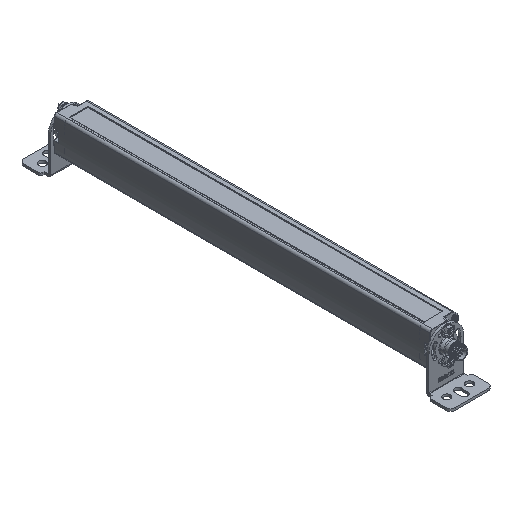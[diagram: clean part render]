
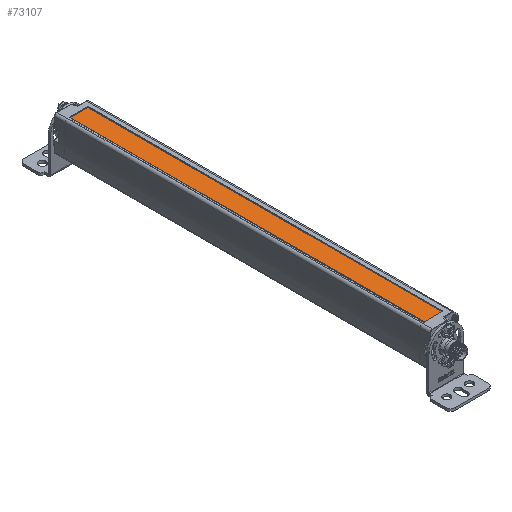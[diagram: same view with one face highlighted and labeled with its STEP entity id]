
A CAD part, isometric view. The second image highlights one B-rep face of the part: STEP entity #73107.
In plain terms, the highlighted planar face has unit normal (0, 0, 1).
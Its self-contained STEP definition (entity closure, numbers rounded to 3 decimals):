
#28980=DIRECTION('',(0.,1.,0.));
#28981=VECTOR('',#28980,346.);
#28982=CARTESIAN_POINT('',(9.716,-173.,33.824));
#28983=LINE('',#28982,#28981);
#28984=DIRECTION('',(1.,0.,0.));
#28985=VECTOR('',#28984,19.431);
#28986=CARTESIAN_POINT('',(-9.716,173.,33.824));
#28987=LINE('',#28986,#28985);
#28988=DIRECTION('',(1.,0.,0.));
#28989=VECTOR('',#28988,19.431);
#28990=CARTESIAN_POINT('',(-9.716,-173.,33.824));
#28991=LINE('',#28990,#28989);
#28992=DIRECTION('',(0.,1.,0.));
#28993=VECTOR('',#28992,346.);
#28994=CARTESIAN_POINT('',(-9.716,-173.,33.824));
#28995=LINE('',#28994,#28993);
#43387=CARTESIAN_POINT('',(-9.716,-173.,33.824));
#43388=CARTESIAN_POINT('',(9.716,-173.,33.824));
#43389=VERTEX_POINT('',#43387);
#43390=VERTEX_POINT('',#43388);
#45445=CARTESIAN_POINT('',(-9.716,173.,33.824));
#45446=CARTESIAN_POINT('',(9.716,173.,33.824));
#45447=VERTEX_POINT('',#45445);
#45448=VERTEX_POINT('',#45446);
#73095=CARTESIAN_POINT('',(-9.716,-173.,33.824));
#73096=DIRECTION('',(0.,0.,1.));
#73097=DIRECTION('',(1.,0.,0.));
#73098=AXIS2_PLACEMENT_3D('',#73095,#73096,#73097);
#73099=PLANE('',#73098);
#73100=ORIENTED_EDGE('',*,*,#52621,.T.);
#73101=ORIENTED_EDGE('',*,*,#73090,.F.);
#73102=ORIENTED_EDGE('',*,*,#58650,.F.);
#73104=ORIENTED_EDGE('',*,*,#73103,.T.);
#73105=EDGE_LOOP('',(#73100,#73101,#73102,#73104));
#73106=FACE_OUTER_BOUND('',#73105,.F.);
#73107=ADVANCED_FACE('',(#73106),#73099,.T.);
#52621=EDGE_CURVE('',#45447,#45448,#28987,.T.);
#58650=EDGE_CURVE('',#43389,#43390,#28991,.T.);
#73090=EDGE_CURVE('',#43390,#45448,#28983,.T.);
#73103=EDGE_CURVE('',#43389,#45447,#28995,.T.);
